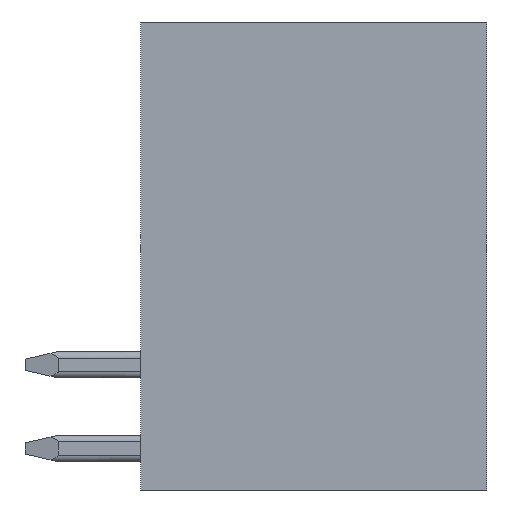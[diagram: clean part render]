
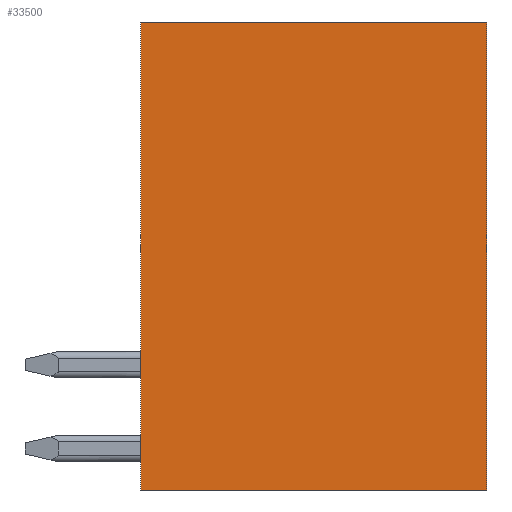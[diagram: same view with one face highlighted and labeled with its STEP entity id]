
A CAD part, front view. The second image highlights one B-rep face of the part: STEP entity #33500.
In plain terms, the highlighted planar face has unit normal (0, -1, 0).
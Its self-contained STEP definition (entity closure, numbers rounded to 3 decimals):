
#7805=DIRECTION('',(-1.,0.,0.));
#7806=VECTOR('',#7805,10.5);
#7807=CARTESIAN_POINT('',(5.25,-50.51,7.1));
#7808=LINE('',#7807,#7806);
#7809=DIRECTION('',(0.,0.,1.));
#7810=VECTOR('',#7809,14.2);
#7811=CARTESIAN_POINT('',(5.25,-50.51,-7.1));
#7812=LINE('',#7811,#7810);
#7813=DIRECTION('',(1.,0.,0.));
#7814=VECTOR('',#7813,10.5);
#7815=CARTESIAN_POINT('',(-5.25,-50.51,-7.1));
#7816=LINE('',#7815,#7814);
#7817=DIRECTION('',(0.,0.,-1.));
#7818=VECTOR('',#7817,14.2);
#7819=CARTESIAN_POINT('',(-5.25,-50.51,7.1));
#7820=LINE('',#7819,#7818);
#19109=CARTESIAN_POINT('',(5.25,-50.51,7.1));
#19110=CARTESIAN_POINT('',(-5.25,-50.51,7.1));
#19111=VERTEX_POINT('',#19109);
#19112=VERTEX_POINT('',#19110);
#19113=CARTESIAN_POINT('',(-5.25,-50.51,-7.1));
#19114=VERTEX_POINT('',#19113);
#19115=CARTESIAN_POINT('',(5.25,-50.51,-7.1));
#19116=VERTEX_POINT('',#19115);
#33489=CARTESIAN_POINT('',(0.,-50.51,0.));
#33490=DIRECTION('',(0.,-1.,0.));
#33491=DIRECTION('',(0.,0.,-1.));
#33492=AXIS2_PLACEMENT_3D('',#33489,#33490,#33491);
#33493=PLANE('',#33492);
#33494=ORIENTED_EDGE('',*,*,#33058,.F.);
#33495=ORIENTED_EDGE('',*,*,#33167,.F.);
#33496=ORIENTED_EDGE('',*,*,#33481,.F.);
#33497=ORIENTED_EDGE('',*,*,#23936,.F.);
#33498=EDGE_LOOP('',(#33494,#33495,#33496,#33497));
#33499=FACE_OUTER_BOUND('',#33498,.F.);
#33500=ADVANCED_FACE('',(#33499),#33493,.T.);
#23936=EDGE_CURVE('',#19112,#19114,#7820,.T.);
#33058=EDGE_CURVE('',#19111,#19112,#7808,.T.);
#33167=EDGE_CURVE('',#19116,#19111,#7812,.T.);
#33481=EDGE_CURVE('',#19114,#19116,#7816,.T.);
